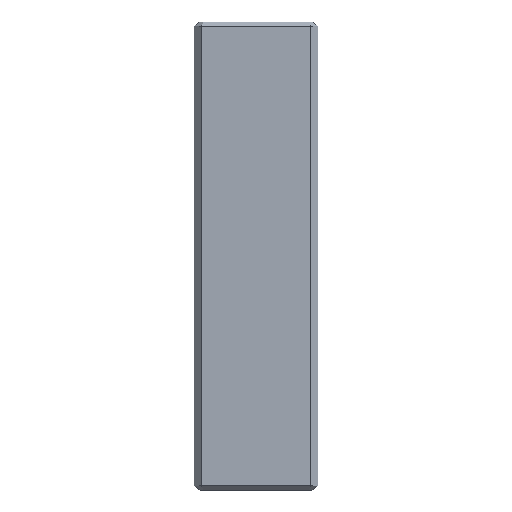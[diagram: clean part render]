
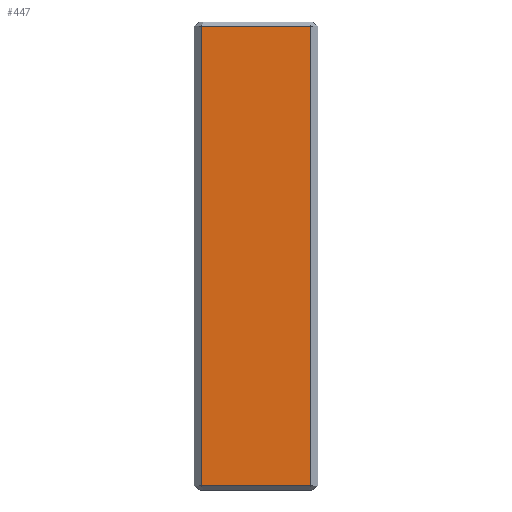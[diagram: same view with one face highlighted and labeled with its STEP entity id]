
A CAD part, front view. The second image highlights one B-rep face of the part: STEP entity #447.
In plain terms, the highlighted planar face has unit normal (0, -1, 0).
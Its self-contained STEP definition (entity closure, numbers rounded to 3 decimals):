
#3 = ORIENTED_EDGE ( 'NONE', *, *, #721, .T. ) ;
#17 = LINE ( 'NONE', #640, #458 ) ;
#18 = AXIS2_PLACEMENT_3D ( 'NONE', #338, #303, #45 ) ;
#29 = VERTEX_POINT ( 'NONE', #130 ) ;
#38 = ORIENTED_EDGE ( 'NONE', *, *, #273, .T. ) ;
#45 = DIRECTION ( 'NONE',  ( 0., 0., 1. ) ) ;
#52 = EDGE_CURVE ( 'NONE', #663, #571, #223, .T. ) ;
#70 = VECTOR ( 'NONE', #574, 1000. ) ;
#130 = CARTESIAN_POINT ( 'NONE',  ( 5.243, 0., 44.6 ) ) ;
#131 = PLANE ( 'NONE',  #18 ) ;
#165 = DIRECTION ( 'NONE',  ( -1., 0., 0. ) ) ;
#171 = FACE_OUTER_BOUND ( 'NONE', #191, .T. ) ;
#191 = EDGE_LOOP ( 'NONE', ( #699, #3, #38, #547 ) ) ;
#223 = LINE ( 'NONE', #509, #353 ) ;
#240 = DIRECTION ( 'NONE',  ( 0., 0., -1. ) ) ;
#252 = EDGE_CURVE ( 'NONE', #29, #571, #426, .T. ) ;
#273 = EDGE_CURVE ( 'NONE', #483, #663, #17, .T. ) ;
#279 = LINE ( 'NONE', #666, #330 ) ;
#281 = CARTESIAN_POINT ( 'NONE',  ( -5.243, 0., 44.6 ) ) ;
#303 = DIRECTION ( 'NONE',  ( 0., 1., 0. ) ) ;
#330 = VECTOR ( 'NONE', #165, 1000. ) ;
#338 = CARTESIAN_POINT ( 'NONE',  ( 0., 0., 45. ) ) ;
#353 = VECTOR ( 'NONE', #597, 1000. ) ;
#421 = CARTESIAN_POINT ( 'NONE',  ( 5.243, 0., 45. ) ) ;
#426 = LINE ( 'NONE', #421, #70 ) ;
#447 = ADVANCED_FACE ( 'NONE', ( #171 ), #131, .F. ) ;
#458 = VECTOR ( 'NONE', #240, 1000. ) ;
#483 = VERTEX_POINT ( 'NONE', #281 ) ;
#496 = CARTESIAN_POINT ( 'NONE',  ( 5.243, 0., 0.4 ) ) ;
#509 = CARTESIAN_POINT ( 'NONE',  ( 0., 0., 0.4 ) ) ;
#547 = ORIENTED_EDGE ( 'NONE', *, *, #52, .T. ) ;
#571 = VERTEX_POINT ( 'NONE', #496 ) ;
#574 = DIRECTION ( 'NONE',  ( 0., 0., -1. ) ) ;
#580 = CARTESIAN_POINT ( 'NONE',  ( -5.243, 0., 0.4 ) ) ;
#597 = DIRECTION ( 'NONE',  ( 1., 0., 0. ) ) ;
#640 = CARTESIAN_POINT ( 'NONE',  ( -5.243, 0., 45. ) ) ;
#663 = VERTEX_POINT ( 'NONE', #580 ) ;
#666 = CARTESIAN_POINT ( 'NONE',  ( -5.243, 0., 44.6 ) ) ;
#699 = ORIENTED_EDGE ( 'NONE', *, *, #252, .F. ) ;
#721 = EDGE_CURVE ( 'NONE', #29, #483, #279, .T. ) ;
